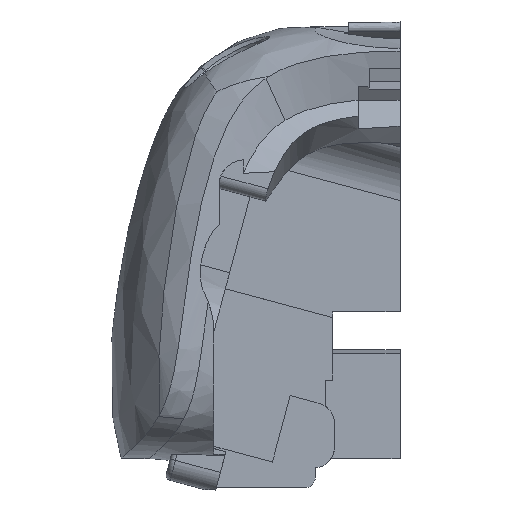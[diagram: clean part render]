
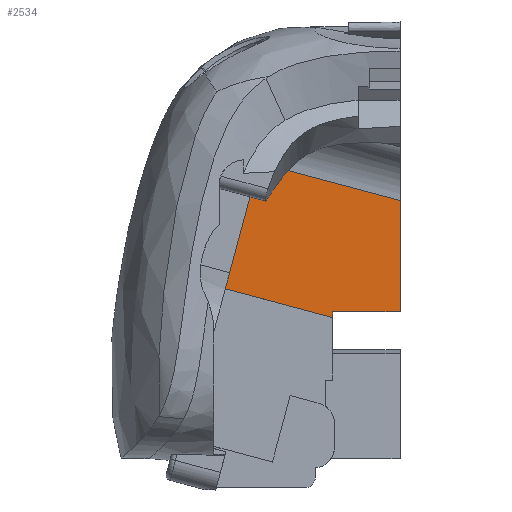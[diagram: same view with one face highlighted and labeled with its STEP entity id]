
A CAD part, front view. The second image highlights one B-rep face of the part: STEP entity #2534.
In plain terms, the highlighted planar face has unit normal (0, -1, 0).
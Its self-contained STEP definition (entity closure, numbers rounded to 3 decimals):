
#244=PLANE('',#2718);
#326=FACE_OUTER_BOUND('',#470,.T.);
#470=EDGE_LOOP('',(#1976,#1977,#1978,#1979,#1980,#1981));
#696=LINE('',#11406,#875);
#711=LINE('',#11486,#890);
#724=LINE('',#11672,#903);
#725=LINE('',#11684,#904);
#729=LINE('',#11694,#908);
#730=LINE('',#11695,#909);
#875=VECTOR('',#3019,10.);
#890=VECTOR('',#3056,10.);
#903=VECTOR('',#3079,10.);
#904=VECTOR('',#3082,10.);
#908=VECTOR('',#3090,10.);
#909=VECTOR('',#3091,10.);
#1125=VERTEX_POINT('',#11403);
#1126=VERTEX_POINT('',#11405);
#1142=VERTEX_POINT('',#11483);
#1143=VERTEX_POINT('',#11485);
#1154=VERTEX_POINT('',#11683);
#1158=VERTEX_POINT('',#11693);
#1425=EDGE_CURVE('',#1126,#1125,#696,.T.);
#1447=EDGE_CURVE('',#1143,#1142,#711,.T.);
#1466=EDGE_CURVE('',#1125,#1143,#724,.T.);
#1469=EDGE_CURVE('',#1154,#1126,#725,.T.);
#1474=EDGE_CURVE('',#1142,#1158,#729,.T.);
#1475=EDGE_CURVE('',#1158,#1154,#730,.T.);
#1976=ORIENTED_EDGE('',*,*,#1425,.T.);
#1977=ORIENTED_EDGE('',*,*,#1466,.T.);
#1978=ORIENTED_EDGE('',*,*,#1447,.T.);
#1979=ORIENTED_EDGE('',*,*,#1474,.T.);
#1980=ORIENTED_EDGE('',*,*,#1475,.T.);
#1981=ORIENTED_EDGE('',*,*,#1469,.T.);
#2534=ADVANCED_FACE('',(#326),#244,.T.);
#2718=AXIS2_PLACEMENT_3D('',#11692,#3088,#3089);
#3019=DIRECTION('',(0.,0.,1.));
#3056=DIRECTION('',(0.,0.,1.));
#3079=DIRECTION('',(1.,0.,0.));
#3082=DIRECTION('',(0.966,0.,-0.259));
#3088=DIRECTION('center_axis',(0.,-1.,0.));
#3089=DIRECTION('ref_axis',(0.966,0.,-0.259));
#3090=DIRECTION('',(-0.966,0.,0.259));
#3091=DIRECTION('',(-0.259,0.,-0.966));
#11403=CARTESIAN_POINT('',(-6.5,21.268,-10.185));
#11405=CARTESIAN_POINT('',(-6.5,21.268,-10.763));
#11406=CARTESIAN_POINT('',(-6.5,21.268,-8.616));
#11483=CARTESIAN_POINT('',(0.,21.268,0.54));
#11485=CARTESIAN_POINT('',(0.,21.268,-10.185));
#11486=CARTESIAN_POINT('',(0.,21.268,-5.86));
#11672=CARTESIAN_POINT('',(-5.196,21.268,-10.185));
#11683=CARTESIAN_POINT('',(-16.893,21.268,-7.978));
#11684=CARTESIAN_POINT('',(-16.892,21.268,-7.978));
#11692=CARTESIAN_POINT('Origin',(-16.892,21.268,-7.978));
#11693=CARTESIAN_POINT('',(-13.632,21.268,4.192));
#11694=CARTESIAN_POINT('',(-11.627,21.268,3.655));
#11695=CARTESIAN_POINT('',(-18.368,21.268,-13.484));
